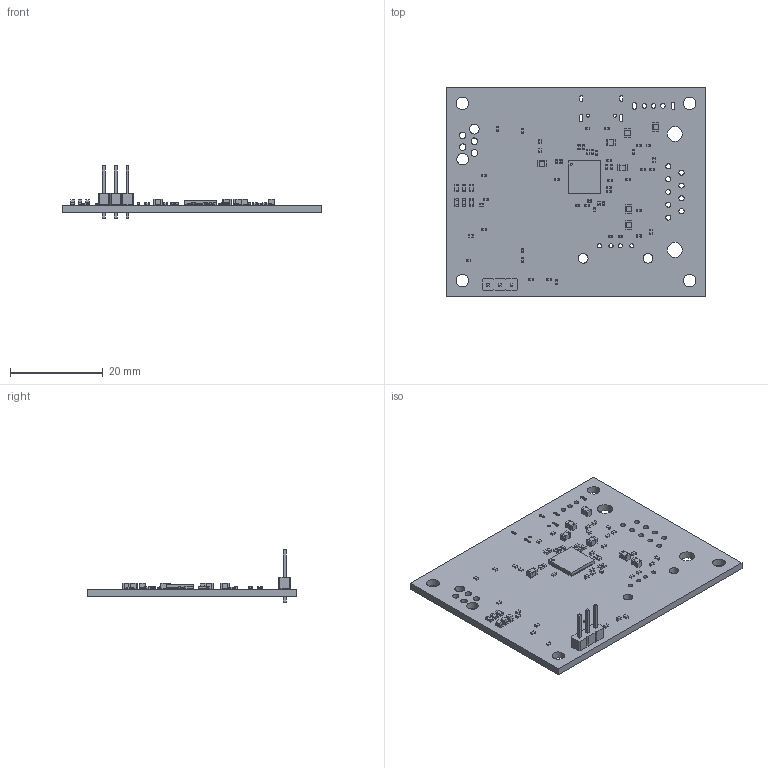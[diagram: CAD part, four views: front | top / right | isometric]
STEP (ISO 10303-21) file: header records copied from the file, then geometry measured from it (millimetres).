
FILE_DESCRIPTION(('KiCad electronic assembly'),'2;1');
FILE_NAME('babelfish.step','2023-10-02T08:02:56',('Pcbnew'),('Kicad'), 'Open CASCADE STEP processor 7.7','KiCad to STEP converter','Unknown' );
FILE_SCHEMA(('AUTOMOTIVE_DESIGN { 1 0 10303 214 1 1 1 1 }'));
Length unit declared in the file: millimetre
Products named in the file (16): babelfish 1; R_0402_1005Metric; SOLID; C_0805_2012Metric; PinHeader_1x03_P2.54mm_Vertical; C_0402_1005Metric; LED_0603_1608Metric; R_0603_1608Metric; QFN-56-1EP_7x7mm_P0.4mm_EP5.6x5.6mm; babelfish PCB
Assembly tree (72 placements, depth 3):
  babelfish 1
    R_0402_1005Metric  x25
      SOLID
    C_0805_2012Metric  x7
      SOLID
    PinHeader_1x03_P2.54mm_Vertical
      SOLID
    C_0402_1005Metric  x24
      SOLID
    LED_0603_1608Metric  x3
      SOLID
    R_0603_1608Metric  x3
      SOLID
    QFN-56-1EP_7x7mm_P0.4mm_EP5.6x5.6mm
      SOLID
    babelfish PCB
Bounding box: 56 x 45.25 x 11.54 mm (x, y, z)
Volume: 4024.9 mm3; surface area: 6054.1 mm2
Topology: 65 solids, 65 shells, 2346 faces, 6269 edges, 4126 vertices
Faces by surface type: plane 1625, cylinder 721
Full cylindrical faces by diameter (mm): 0.35 x9, 0.5 x1, 0.65 x2, 0.9 x4, 1 x6, 1.1 x9, 1.4 x4, 2.1 x3, 2.5 x1, 2.7 x4, 3.25 x2
Entity records: 57743 total; most frequent: CARTESIAN_POINT 10432, DIRECTION 7904, LINE 5597, VECTOR 5597, ORIENTED_EDGE 4294, PCURVE 4294, DEFINITIONAL_REPRESENTATION 4294, EDGE_CURVE 2147
